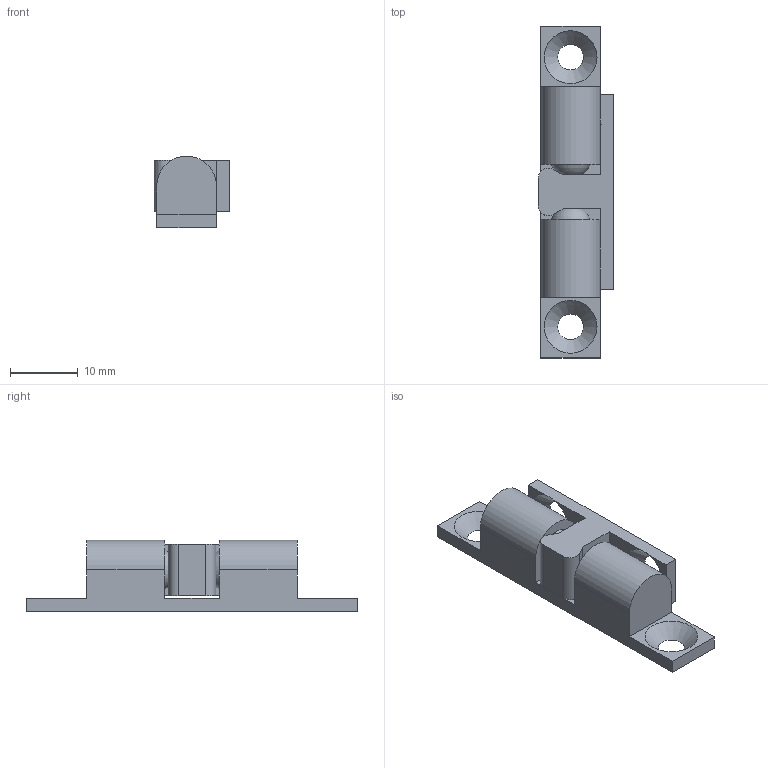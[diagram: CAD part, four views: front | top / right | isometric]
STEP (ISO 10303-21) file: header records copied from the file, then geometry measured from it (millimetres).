
FILE_DESCRIPTION( ( 'STEP AP214' ), '1' );
FILE_NAME( 'K0583.50_0.stp', '2020-12-09T08:54:46', ( '' ), ( '' ), ' ', 'PARTsolutions', ' ' );
FILE_SCHEMA( ( 'AUTOMOTIVE_DESIGN { 1 0 10303 214 1 1 1 1 }' ) );
Length unit declared in the file: millimetre
Products named in the file (3): K0583.50_0; _k0583_gehaeuse_39.8; _039.8k0583_s_kolben
Assembly tree (2 placements, depth 2):
  K0583.50_0
    _k0583_gehaeuse_39.8
    _039.8k0583_s_kolben
Bounding box: 11.2 x 49 x 10.6 mm (x, y, z)
Volume: 3075.7 mm3; surface area: 2500.7 mm2
Topology: 2 solids, 2 shells, 36 faces, 103 edges, 69 vertices
Faces by surface type: plane 26, cylinder 4, cone 4, sphere 2
Entity records: 1478 total; most frequent: CARTESIAN_POINT 217, DIRECTION 186, ORIENTED_EDGE 184, EDGE_CURVE 92, LINE 68, VECTOR 68, VERTEX_POINT 66, AXIS2_PLACEMENT_3D 59
